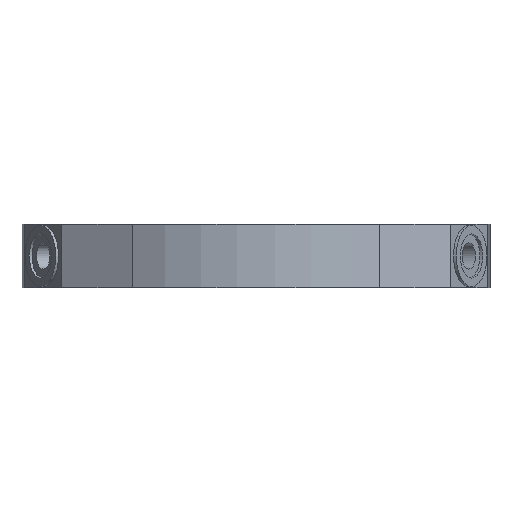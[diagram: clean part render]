
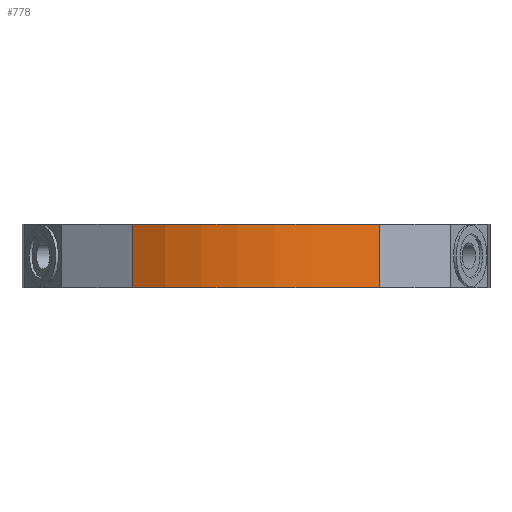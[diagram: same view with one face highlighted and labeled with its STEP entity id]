
A CAD part, front view. The second image highlights one B-rep face of the part: STEP entity #778.
In plain terms, the highlighted cylindrical face has radius 22.2 mm (diameter 44.4 mm), a partial arc.
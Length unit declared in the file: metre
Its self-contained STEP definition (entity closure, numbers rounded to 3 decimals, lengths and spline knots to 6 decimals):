
#12=LINE('',#1190,#78);
#13=LINE('',#1194,#79);
#78=VECTOR('',#948,1.);
#79=VECTOR('',#951,1.);
#144=CYLINDRICAL_SURFACE('',#844,0.0222);
#171=ORIENTED_EDGE('',*,*,#387,.T.);
#172=ORIENTED_EDGE('',*,*,#388,.F.);
#173=ORIENTED_EDGE('',*,*,#389,.F.);
#174=ORIENTED_EDGE('',*,*,#390,.T.);
#387=EDGE_CURVE('',#495,#496,#573,.T.);
#388=EDGE_CURVE('',#497,#496,#12,.T.);
#389=EDGE_CURVE('',#498,#497,#574,.T.);
#390=EDGE_CURVE('',#498,#495,#13,.T.);
#495=VERTEX_POINT('',#1188);
#496=VERTEX_POINT('',#1189);
#497=VERTEX_POINT('',#1191);
#498=VERTEX_POINT('',#1193);
#573=CIRCLE('',#845,0.0222);
#574=CIRCLE('',#846,0.0222);
#615=EDGE_LOOP('',(#171,#172,#173,#174));
#685=FACE_BOUND('',#615,.T.);
#778=ADVANCED_FACE('',(#685),#144,.T.);
#844=AXIS2_PLACEMENT_3D('',#1186,#944,#945);
#845=AXIS2_PLACEMENT_3D('',#1187,#946,#947);
#846=AXIS2_PLACEMENT_3D('',#1192,#949,#950);
#944=DIRECTION('',(0.,0.,-1.));
#945=DIRECTION('',(-1.,0.,0.));
#946=DIRECTION('',(0.,0.,1.));
#947=DIRECTION('',(1.,0.,0.));
#948=DIRECTION('',(0.,0.,-1.));
#949=DIRECTION('',(0.,0.,1.));
#950=DIRECTION('',(1.,0.,0.));
#951=DIRECTION('',(0.,0.,-1.));
#1186=CARTESIAN_POINT('',(0.,0.,0.082796));
#1187=CARTESIAN_POINT('',(0.,0.,0.076796));
#1188=CARTESIAN_POINT('',(-0.011726,-0.01885,0.076796));
#1189=CARTESIAN_POINT('',(0.011726,-0.01885,0.076796));
#1190=CARTESIAN_POINT('',(0.011726,-0.01885,0.082796));
#1191=CARTESIAN_POINT('',(0.011726,-0.01885,0.082796));
#1192=CARTESIAN_POINT('',(0.,0.,0.082796));
#1193=CARTESIAN_POINT('',(-0.011726,-0.01885,0.082796));
#1194=CARTESIAN_POINT('',(-0.011726,-0.01885,0.082796));
